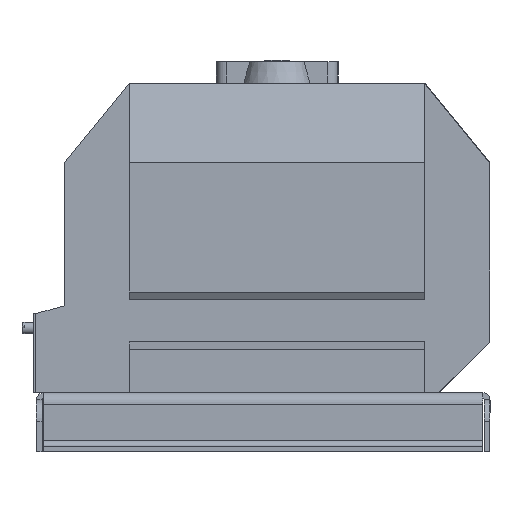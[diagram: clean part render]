
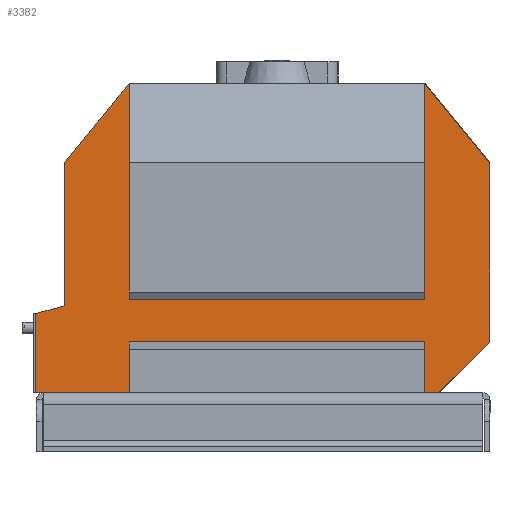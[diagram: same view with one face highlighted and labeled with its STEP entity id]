
A CAD part, left-side view. The second image highlights one B-rep face of the part: STEP entity #3382.
In plain terms, the highlighted face is planar.
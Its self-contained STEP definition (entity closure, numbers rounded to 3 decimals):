
#3382=ADVANCED_FACE('',(#12156),#12158,.F.);
#12156=FACE_BOUND('',#12157,.T.);
#12157=EDGE_LOOP('',(#18987,#18988,#18989,#18990,#18991,#18992,#18993,#18994,#18995,
#18996,#18997,#18998,#18999,#19000,#19001));
#12158=PLANE('',#12159);
#12159=AXIS2_PLACEMENT_3D('',#12160,#12161,#12162);
#12160=CARTESIAN_POINT('',(-152.5,55.,-42.859));
#12161=DIRECTION('',(0.,-1.,0.));
#12162=DIRECTION('',(0.,0.,-1.));
#18987=ORIENTED_EDGE('',*,*,#23462,.F.);
#18988=ORIENTED_EDGE('',*,*,#23470,.T.);
#18989=ORIENTED_EDGE('',*,*,#23471,.F.);
#18990=ORIENTED_EDGE('',*,*,#23472,.F.);
#18991=ORIENTED_EDGE('',*,*,#23458,.F.);
#18992=ORIENTED_EDGE('',*,*,#23473,.F.);
#18993=ORIENTED_EDGE('',*,*,#23474,.F.);
#18994=ORIENTED_EDGE('',*,*,#23475,.F.);
#18995=ORIENTED_EDGE('',*,*,#23476,.F.);
#18996=ORIENTED_EDGE('',*,*,#23477,.T.);
#18997=ORIENTED_EDGE('',*,*,#23478,.T.);
#18998=ORIENTED_EDGE('',*,*,#23479,.F.);
#18999=ORIENTED_EDGE('',*,*,#23480,.F.);
#19000=ORIENTED_EDGE('',*,*,#23481,.T.);
#19001=ORIENTED_EDGE('',*,*,#23434,.T.);
#23434=EDGE_CURVE('',#26353,#26351,#26354,.T.);
#23458=EDGE_CURVE('',#26397,#26399,#26400,.F.);
#23462=EDGE_CURVE('',#26405,#26351,#26407,.F.);
#23470=EDGE_CURVE('',#26405,#26421,#26422,.T.);
#23471=EDGE_CURVE('',#26423,#26421,#26424,.T.);
#23472=EDGE_CURVE('',#26399,#26423,#26425,.T.);
#23473=EDGE_CURVE('',#26426,#26397,#26427,.T.);
#23474=EDGE_CURVE('',#26428,#26426,#26429,.F.);
#23475=EDGE_CURVE('',#26430,#26428,#26431,.T.);
#23476=EDGE_CURVE('',#26432,#26430,#26433,.T.);
#23477=EDGE_CURVE('',#26432,#26434,#26435,.T.);
#23478=EDGE_CURVE('',#26434,#26436,#26437,.T.);
#23479=EDGE_CURVE('',#26438,#26436,#26439,.T.);
#23480=EDGE_CURVE('',#26440,#26438,#26441,.F.);
#23481=EDGE_CURVE('',#26440,#26353,#26442,.T.);
#26351=VERTEX_POINT('',#31939);
#26353=VERTEX_POINT('',#31943);
#26354=LINE('',#31944,#31945);
#26397=VERTEX_POINT('',#32033);
#26399=VERTEX_POINT('',#32037);
#26400=LINE('',#32038,#32039);
#26405=VERTEX_POINT('',#32049);
#26407=LINE('',#32053,#32054);
#26421=VERTEX_POINT('',#32088);
#26422=LINE('',#32089,#32090);
#26423=VERTEX_POINT('',#32092);
#26424=LINE('',#32093,#32094);
#26425=LINE('',#32096,#32097);
#26426=VERTEX_POINT('',#32099);
#26427=LINE('',#32100,#32101);
#26428=VERTEX_POINT('',#32103);
#26429=LINE('',#32104,#32105);
#26430=VERTEX_POINT('',#32107);
#26431=LINE('',#32108,#32109);
#26432=VERTEX_POINT('',#32111);
#26433=LINE('',#32112,#32113);
#26434=VERTEX_POINT('',#32115);
#26435=LINE('',#32116,#32117);
#26436=VERTEX_POINT('',#32119);
#26437=LINE('',#32120,#32121);
#26438=VERTEX_POINT('',#32123);
#26439=LINE('',#32124,#32125);
#26440=VERTEX_POINT('',#32127);
#26441=LINE('',#32128,#32129);
#26442=LINE('',#32131,#32132);
#31939=CARTESIAN_POINT('',(167.5,55.,-107.5));
#31943=CARTESIAN_POINT('',(167.5,55.,-52.5));
#31944=CARTESIAN_POINT('',(167.5,55.,-52.5));
#31945=VECTOR('',#31946,1.);
#31946=DIRECTION('',(0.,0.,-1.));
#32033=CARTESIAN_POINT('',(-112.5,55.,-107.5));
#32037=CARTESIAN_POINT('',(-102.5,55.,-107.5));
#32038=CARTESIAN_POINT('',(-102.5,55.,-107.5));
#32039=VECTOR('',#32040,1.);
#32040=DIRECTION('',(-1.,0.,0.));
#32049=CARTESIAN_POINT('',(102.5,55.,-107.5));
#32053=CARTESIAN_POINT('',(167.5,55.,-107.5));
#32054=VECTOR('',#32055,1.);
#32055=DIRECTION('',(-1.,0.,0.));
#32088=CARTESIAN_POINT('',(102.5,55.,-72.141));
#32089=CARTESIAN_POINT('',(102.5,55.,-107.5));
#32090=VECTOR('',#32091,1.);
#32091=DIRECTION('',(0.,0.,1.));
#32092=CARTESIAN_POINT('',(-102.5,55.,-72.141));
#32093=CARTESIAN_POINT('',(-102.5,55.,-72.141));
#32094=VECTOR('',#32095,1.);
#32095=DIRECTION('',(1.,0.,0.));
#32096=CARTESIAN_POINT('',(-102.5,55.,-107.5));
#32097=VECTOR('',#32098,1.);
#32098=DIRECTION('',(0.,0.,1.));
#32099=CARTESIAN_POINT('',(-147.5,55.,-72.5));
#32100=CARTESIAN_POINT('',(-147.5,55.,-72.5));
#32101=VECTOR('',#32102,1.);
#32102=DIRECTION('',(0.707,0.,-0.707));
#32103=CARTESIAN_POINT('',(-147.5,55.,52.5));
#32104=CARTESIAN_POINT('',(-147.5,55.,-72.5));
#32105=VECTOR('',#32106,1.);
#32106=DIRECTION('',(0.,0.,1.));
#32107=CARTESIAN_POINT('',(-102.5,55.,107.5));
#32108=CARTESIAN_POINT('',(-102.5,55.,107.5));
#32109=VECTOR('',#32110,1.);
#32110=DIRECTION('',(-0.633,0.,-0.774));
#32111=CARTESIAN_POINT('',(-102.5,55.,-42.859));
#32112=CARTESIAN_POINT('',(-102.5,55.,-42.859));
#32113=VECTOR('',#32114,1.);
#32114=DIRECTION('',(0.,0.,1.));
#32115=CARTESIAN_POINT('',(102.5,55.,-42.859));
#32116=CARTESIAN_POINT('',(-102.5,55.,-42.859));
#32117=VECTOR('',#32118,1.);
#32118=DIRECTION('',(1.,0.,0.));
#32119=CARTESIAN_POINT('',(102.5,55.,107.5));
#32120=CARTESIAN_POINT('',(102.5,55.,-42.859));
#32121=VECTOR('',#32122,1.);
#32122=DIRECTION('',(0.,0.,1.));
#32123=CARTESIAN_POINT('',(147.5,55.,52.5));
#32124=CARTESIAN_POINT('',(147.5,55.,52.5));
#32125=VECTOR('',#32126,1.);
#32126=DIRECTION('',(-0.633,0.,0.774));
#32127=CARTESIAN_POINT('',(147.5,55.,-47.141));
#32128=CARTESIAN_POINT('',(147.5,55.,52.5));
#32129=VECTOR('',#32130,1.);
#32130=DIRECTION('',(0.,0.,-1.));
#32131=CARTESIAN_POINT('',(147.5,55.,-47.141));
#32132=VECTOR('',#32133,1.);
#32133=DIRECTION('',(0.966,0.,-0.259));
